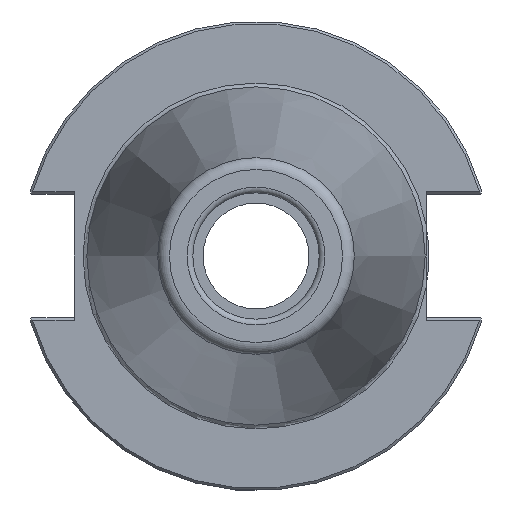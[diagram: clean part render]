
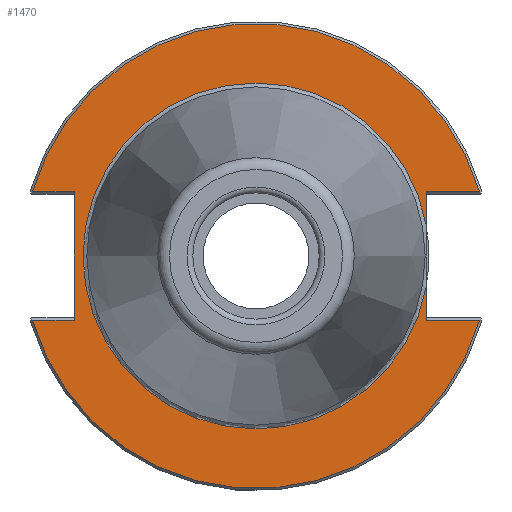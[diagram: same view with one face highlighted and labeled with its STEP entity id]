
A CAD part, left-side view. The second image highlights one B-rep face of the part: STEP entity #1470.
In plain terms, the highlighted planar face has unit normal (-1, 0, 0).
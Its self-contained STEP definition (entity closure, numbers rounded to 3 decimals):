
#106=LINE('',#2507,#186);
#109=LINE('',#2566,#189);
#110=LINE('',#2572,#190);
#111=LINE('',#2574,#191);
#112=LINE('',#2578,#192);
#113=LINE('',#2580,#193);
#114=LINE('',#2581,#194);
#186=VECTOR('',#1843,10.);
#189=VECTOR('',#1862,10.);
#190=VECTOR('',#1867,10.);
#191=VECTOR('',#1868,10.);
#192=VECTOR('',#1871,10.);
#193=VECTOR('',#1872,10.);
#194=VECTOR('',#1873,10.);
#303=FACE_OUTER_BOUND('',#383,.T.);
#383=EDGE_LOOP('',(#1075,#1076,#1077,#1078,#1079,#1080,#1081,#1082,#1083,
#1084,#1085));
#472=CIRCLE('',#1591,48.249);
#474=CIRCLE('',#1594,35.899);
#475=CIRCLE('',#1595,35.899);
#476=CIRCLE('',#1596,48.249);
#614=VERTEX_POINT('',#2504);
#615=VERTEX_POINT('',#2506);
#623=VERTEX_POINT('',#2553);
#626=VERTEX_POINT('',#2565);
#627=VERTEX_POINT('',#2567);
#628=VERTEX_POINT('',#2569);
#629=VERTEX_POINT('',#2571);
#630=VERTEX_POINT('',#2573);
#631=VERTEX_POINT('',#2575);
#632=VERTEX_POINT('',#2577);
#633=VERTEX_POINT('',#2579);
#792=EDGE_CURVE('',#614,#615,#106,.T.);
#804=EDGE_CURVE('',#615,#623,#472,.T.);
#808=EDGE_CURVE('',#614,#626,#109,.T.);
#809=EDGE_CURVE('',#626,#627,#474,.T.);
#810=EDGE_CURVE('',#627,#628,#475,.T.);
#811=EDGE_CURVE('',#628,#629,#110,.T.);
#812=EDGE_CURVE('',#630,#629,#111,.T.);
#813=EDGE_CURVE('',#631,#630,#476,.T.);
#814=EDGE_CURVE('',#632,#631,#112,.T.);
#815=EDGE_CURVE('',#632,#633,#113,.T.);
#816=EDGE_CURVE('',#623,#633,#114,.T.);
#1075=ORIENTED_EDGE('',*,*,#792,.F.);
#1076=ORIENTED_EDGE('',*,*,#808,.T.);
#1077=ORIENTED_EDGE('',*,*,#809,.T.);
#1078=ORIENTED_EDGE('',*,*,#810,.T.);
#1079=ORIENTED_EDGE('',*,*,#811,.T.);
#1080=ORIENTED_EDGE('',*,*,#812,.F.);
#1081=ORIENTED_EDGE('',*,*,#813,.F.);
#1082=ORIENTED_EDGE('',*,*,#814,.F.);
#1083=ORIENTED_EDGE('',*,*,#815,.T.);
#1084=ORIENTED_EDGE('',*,*,#816,.F.);
#1085=ORIENTED_EDGE('',*,*,#804,.F.);
#1426=PLANE('',#1593);
#1470=ADVANCED_FACE('',(#303),#1426,.T.);
#1591=AXIS2_PLACEMENT_3D('',#2554,#1856,#1857);
#1593=AXIS2_PLACEMENT_3D('',#2564,#1860,#1861);
#1594=AXIS2_PLACEMENT_3D('',#2568,#1863,#1864);
#1595=AXIS2_PLACEMENT_3D('',#2570,#1865,#1866);
#1596=AXIS2_PLACEMENT_3D('',#2576,#1869,#1870);
#1843=DIRECTION('',(0.,-1.,0.));
#1856=DIRECTION('center_axis',(1.,0.,0.));
#1857=DIRECTION('ref_axis',(0.,0.,-1.));
#1860=DIRECTION('center_axis',(-1.,0.,0.));
#1861=DIRECTION('ref_axis',(0.,0.,1.));
#1862=DIRECTION('',(0.,0.,1.));
#1863=DIRECTION('center_axis',(1.,0.,0.));
#1864=DIRECTION('ref_axis',(0.,0.,-1.));
#1865=DIRECTION('center_axis',(1.,0.,0.));
#1866=DIRECTION('ref_axis',(0.,0.,-1.));
#1867=DIRECTION('',(0.,0.,1.));
#1868=DIRECTION('',(0.,1.,0.));
#1869=DIRECTION('center_axis',(1.,0.,0.));
#1870=DIRECTION('ref_axis',(0.,0.,-1.));
#1871=DIRECTION('',(0.,1.,0.));
#1872=DIRECTION('',(0.,0.,-1.));
#1873=DIRECTION('',(0.,-1.,0.));
#2504=CARTESIAN_POINT('',(3.175,-35.3,-13.325));
#2506=CARTESIAN_POINT('',(3.175,-46.373,-13.325));
#2507=CARTESIAN_POINT('',(3.175,-13.707,-13.325));
#2553=CARTESIAN_POINT('',(3.175,46.373,-13.325));
#2554=CARTESIAN_POINT('Origin',(3.175,0.,0.));
#2564=CARTESIAN_POINT('Origin',(3.175,48.249,0.));
#2565=CARTESIAN_POINT('',(3.175,-35.3,-6.533));
#2566=CARTESIAN_POINT('',(3.175,-35.3,-6.413));
#2567=CARTESIAN_POINT('',(3.175,0.,35.899));
#2568=CARTESIAN_POINT('Origin',(3.175,0.,0.));
#2569=CARTESIAN_POINT('',(3.175,-35.3,6.533));
#2570=CARTESIAN_POINT('Origin',(3.175,0.,0.));
#2571=CARTESIAN_POINT('',(3.175,-35.3,13.325));
#2572=CARTESIAN_POINT('',(3.175,-35.3,-6.413));
#2573=CARTESIAN_POINT('',(3.175,-46.373,13.325));
#2574=CARTESIAN_POINT('',(3.175,6.475,13.325));
#2575=CARTESIAN_POINT('',(3.175,46.373,13.325));
#2576=CARTESIAN_POINT('Origin',(3.175,0.,0.));
#2577=CARTESIAN_POINT('',(3.175,37.7,13.325));
#2578=CARTESIAN_POINT('',(3.175,61.395,13.325));
#2579=CARTESIAN_POINT('',(3.175,37.7,-13.325));
#2580=CARTESIAN_POINT('',(3.175,37.7,6.413));
#2581=CARTESIAN_POINT('',(3.175,42.975,-13.325));
